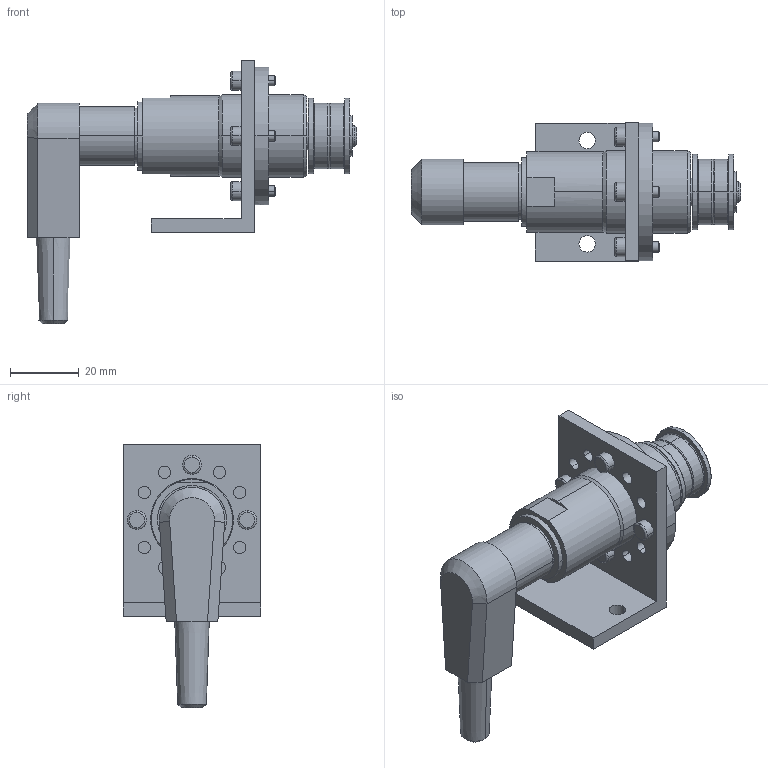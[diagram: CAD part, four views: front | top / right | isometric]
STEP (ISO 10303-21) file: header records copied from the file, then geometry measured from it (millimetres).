
FILE_DESCRIPTION((''),'2;1');
FILE_NAME('50551.stp','2014-12-17T11:54:34',(''),(''),'Mechanical Desktop 2009','Mechanical Desktop 2009',', , ');
FILE_SCHEMA(('CONFIG_CONTROL_DESIGN'));
Length unit declared in the file: millimetre
Products named in the file (19): R50551; R46750; TEIL1; R46749; TEIL1AA; R1301299; R1301299A; R1301295; KABELDOSE_WINKEL_MINI_5_POL; KABELDOSE_WINKEL_MINI_5_POLA; GERÄTESTECKER_5POL_T3362 00; GERÄTESTECKER_5POL_T3362 00A; I-6KT_SCHRAUBE_M3X10A; I-6KT_SCHRAUBE_M3X10; SICHERUNGSRING_A6A; SICHERUNGSRING_A6; RILLENKUGELLAGER_SF626; TEIL1A; RM_SDB
Assembly tree (24 placements, depth 3):
  R50551
    R46750
      TEIL1
    R46749
      TEIL1AA
    R1301299
      R1301299A
    R1301295
    KABELDOSE_WINKEL_MINI_5_POL
      KABELDOSE_WINKEL_MINI_5_POLA
    GERÄTESTECKER_5POL_T3362 00
      GERÄTESTECKER_5POL_T3362 00A
    I-6KT_SCHRAUBE_M3X10A  x4
      I-6KT_SCHRAUBE_M3X10
    SICHERUNGSRING_A6A
      SICHERUNGSRING_A6
    RILLENKUGELLAGER_SF626  x2
      TEIL1A
    RM_SDB  x3
Bounding box: 95.5 x 40 x 76.5 mm (x, y, z)
Volume: 47152.8 mm3; surface area: 31032.6 mm2
Topology: 13 solids, 13 shells, 389 faces, 1077 edges, 739 vertices
Faces by surface type: cylinder 170, plane 107, cone 40, torus 40, sphere 32
Entity records: 10565 total; most frequent: CARTESIAN_POINT 2398, DIRECTION 1813, ORIENTED_EDGE 1476, AXIS2_PLACEMENT_3D 750, EDGE_CURVE 738, VERTEX_POINT 491, CIRCLE 420, EDGE_LOOP 407
